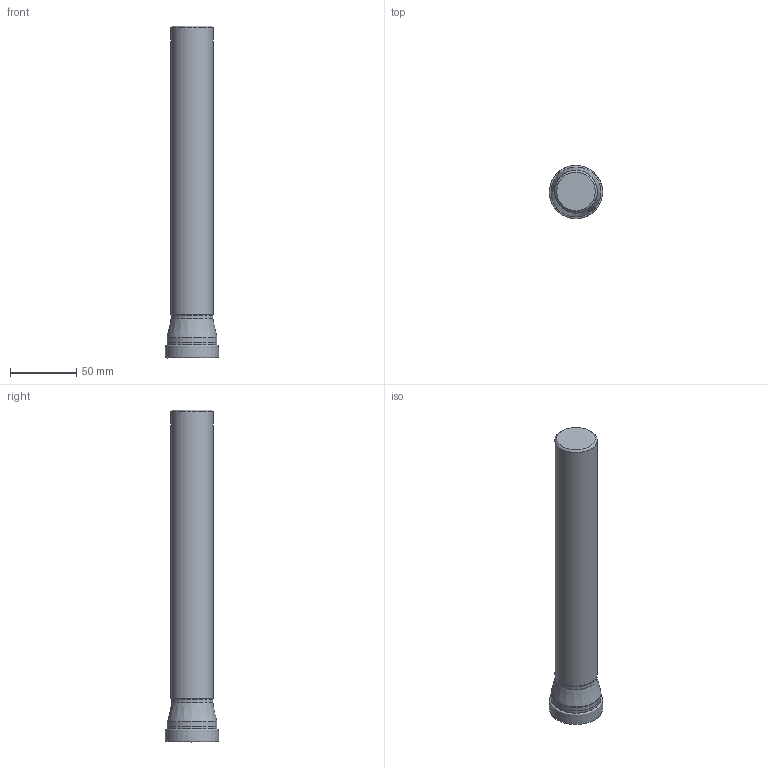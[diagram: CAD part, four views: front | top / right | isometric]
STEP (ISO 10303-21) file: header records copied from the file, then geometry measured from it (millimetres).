
FILE_DESCRIPTION(/* description */ (''),/* implementation_level */ '2;1');
FILE_NAME(/* name */ 'TOOLASSEMBLY_1.STP',/* time_stamp */ '2024-08-27T14:13:32+02:00',/* author */ (''),/* organization */ ('SMS'),/* preprocessor_version */ 'ST-DEVELOPER v16.7',/* originating_system */ 'SIEMENS PLM Software NX 12.0',/* authorisation */ '');
FILE_SCHEMA (('AUTOMOTIVE_DESIGN { 1 0 10303 214 3 1 1 1 }'));
Length unit declared in the file: millimetre
Products named in the file (4): ASSEMBLY_CONSTRUCTION; CUT_20240827141207; NOCUT_20240827141155; TOOLASSEMBLY_1
Assembly tree (3 placements, depth 2):
  TOOLASSEMBLY_1
    NOCUT_20240827141155
    CUT_20240827141207
    ASSEMBLY_CONSTRUCTION
Bounding box: 40.03 x 40.04 x 250 mm (x, y, z)
Volume: 212476.7 mm3; surface area: 30554.2 mm2
Topology: 2 solids, 2 shells, 24 faces, 52 edges, 37 vertices
Faces by surface type: torus 10, cone 7, cylinder 3, plane 3, bspline 1
Full cylindrical faces by diameter (mm): 31.392 x1, 31.992 x1, 37.6 x1
Entity records: 5153 total; most frequent: CARTESIAN_POINT 4576, DIRECTION 112, AXIS2_PLACEMENT_3D 56, EDGE_LOOP 44, ORIENTED_EDGE 44, FACE_BOUND 43, ADVANCED_FACE 24, VERTEX_POINT 23
